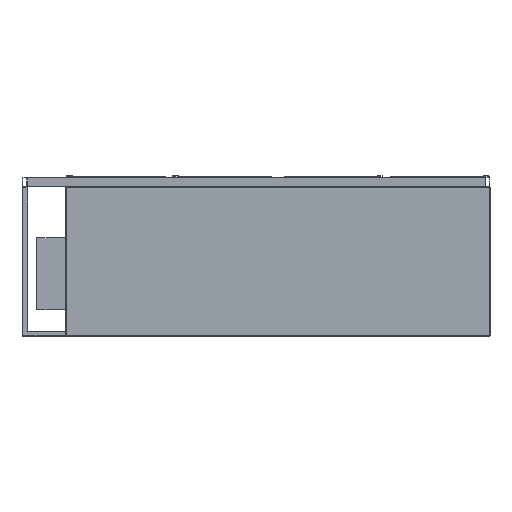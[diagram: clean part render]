
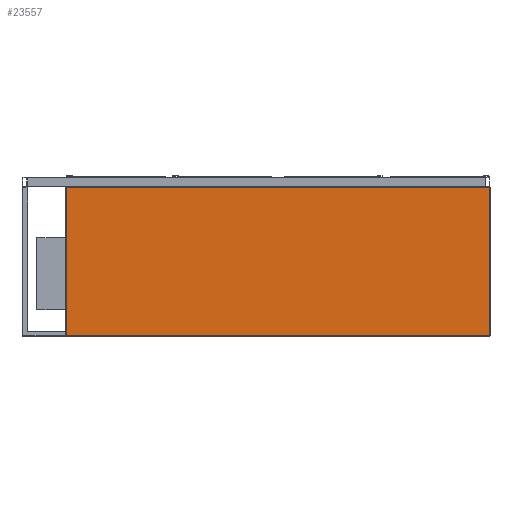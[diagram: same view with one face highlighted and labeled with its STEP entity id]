
A CAD part, front view. The second image highlights one B-rep face of the part: STEP entity #23557.
In plain terms, the highlighted planar face has unit normal (0, -1, 0).
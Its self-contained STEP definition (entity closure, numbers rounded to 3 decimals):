
#777 = DIRECTION ( 'NONE',  ( 0., -1., 0. ) ) ;
#2270 = LINE ( 'NONE', #25140, #12434 ) ;
#2284 = LINE ( 'NONE', #13875, #33205 ) ;
#3584 = PLANE ( 'NONE',  #9038 ) ;
#3892 = CARTESIAN_POINT ( 'NONE',  ( 878., -325., -660. ) ) ;
#5016 = ORIENTED_EDGE ( 'NONE', *, *, #15211, .T. ) ;
#5509 = DIRECTION ( 'NONE',  ( -1., 0., 0. ) ) ;
#7160 = EDGE_CURVE ( 'NONE', #25970, #12369, #2270, .T. ) ;
#9038 = AXIS2_PLACEMENT_3D ( 'NONE', #15005, #777, #29444 ) ;
#10241 = ORIENTED_EDGE ( 'NONE', *, *, #33910, .T. ) ;
#10682 = ORIENTED_EDGE ( 'NONE', *, *, #7160, .T. ) ;
#12369 = VERTEX_POINT ( 'NONE', #13586 ) ;
#12434 = VECTOR ( 'NONE', #19680, 1000. ) ;
#12536 = CARTESIAN_POINT ( 'NONE',  ( -878., -325., -658. ) ) ;
#13586 = CARTESIAN_POINT ( 'NONE',  ( 878., -325., -658. ) ) ;
#13875 = CARTESIAN_POINT ( 'NONE',  ( -878., -325., -660. ) ) ;
#14656 = VECTOR ( 'NONE', #15675, 1000. ) ;
#15005 = CARTESIAN_POINT ( 'NONE',  ( -880., -325., -660. ) ) ;
#15211 = EDGE_CURVE ( 'NONE', #29959, #25970, #2284, .T. ) ;
#15675 = DIRECTION ( 'NONE',  ( 0., 0., 1. ) ) ;
#19504 = DIRECTION ( 'NONE',  ( 0., 0., -1. ) ) ;
#19680 = DIRECTION ( 'NONE',  ( 1., 0., 0. ) ) ;
#19922 = EDGE_LOOP ( 'NONE', ( #21327, #5016, #10682, #10241 ) ) ;
#20812 = VECTOR ( 'NONE', #5509, 1000. ) ;
#21306 = LINE ( 'NONE', #3892, #14656 ) ;
#21327 = ORIENTED_EDGE ( 'NONE', *, *, #36415, .T. ) ;
#23557 = ADVANCED_FACE ( 'Fl�che8', ( #32050 ), #3584, .T. ) ;
#25140 = CARTESIAN_POINT ( 'NONE',  ( -880., -325., -658. ) ) ;
#25893 = CARTESIAN_POINT ( 'NONE',  ( -878., -325., -42. ) ) ;
#25970 = VERTEX_POINT ( 'NONE', #12536 ) ;
#26683 = VERTEX_POINT ( 'NONE', #35642 ) ;
#29444 = DIRECTION ( 'NONE',  ( 0., 0., -1. ) ) ;
#29959 = VERTEX_POINT ( 'NONE', #25893 ) ;
#31170 = LINE ( 'NONE', #36427, #20812 ) ;
#32050 = FACE_OUTER_BOUND ( 'NONE', #19922, .T. ) ;
#33205 = VECTOR ( 'NONE', #19504, 1000. ) ;
#33910 = EDGE_CURVE ( 'NONE', #12369, #26683, #21306, .T. ) ;
#35642 = CARTESIAN_POINT ( 'NONE',  ( 878., -325., -42. ) ) ;
#36415 = EDGE_CURVE ( 'NONE', #26683, #29959, #31170, .T. ) ;
#36427 = CARTESIAN_POINT ( 'NONE',  ( -880., -325., -42. ) ) ;
